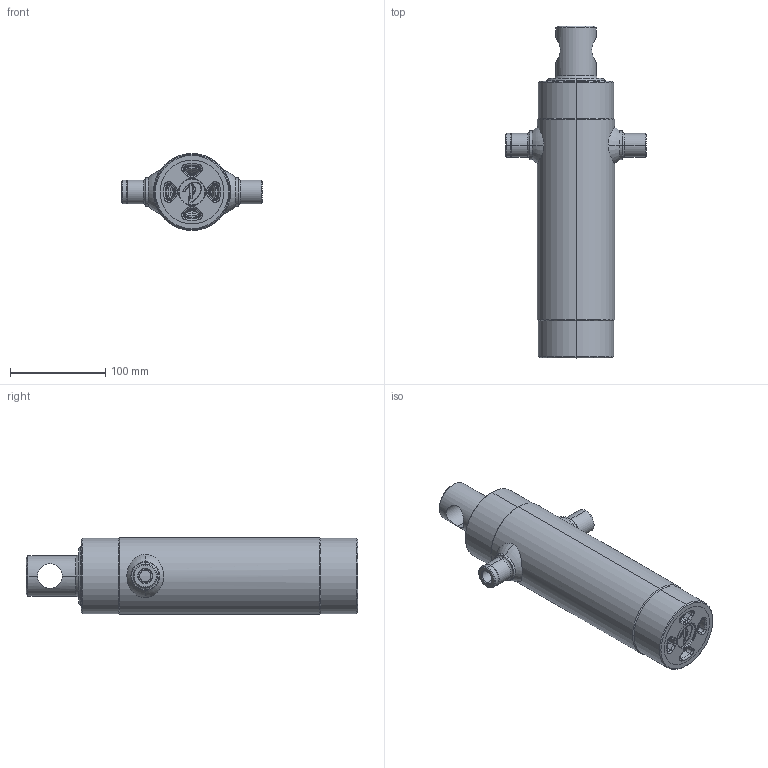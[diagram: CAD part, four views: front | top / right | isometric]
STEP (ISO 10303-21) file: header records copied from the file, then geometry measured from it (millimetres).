
FILE_DESCRIPTION (( 'STEP AP203' ), '1' );
FILE_NAME ('294.BGH.STEP', '2014-10-06T06:18:19', ( '' ), ( '' ), 'SwSTEP 2.0', 'SolidWorks 2013', '' );
FILE_SCHEMA (( 'CONFIG_CONTROL_DESIGN' ));
Length unit declared in the file: millimetre
Products named in the file (1): 294.BGH
Bounding box: 147.8 x 348 x 80.8 mm (x, y, z)
Surface area: 180580.4 mm2 (no closed solid volume)
Topology: 0 solids, 11 shells, 239 faces, 628 edges, 384 vertices
Faces by surface type: torus 74, cylinder 69, cone 62, plane 22, bspline 11, sphere 1
Entity records: 8957 total; most frequent: CARTESIAN_POINT 3054, DIRECTION 1376, ORIENTED_EDGE 1070, EDGE_CURVE 624, AXIS2_PLACEMENT_3D 592, VERTEX_POINT 383, CIRCLE 363, EDGE_LOOP 250
